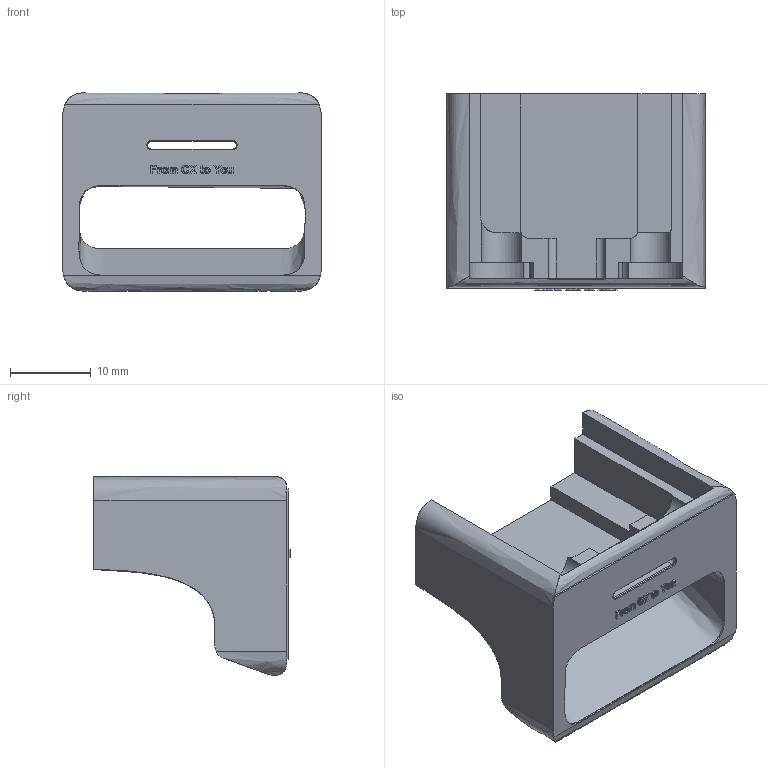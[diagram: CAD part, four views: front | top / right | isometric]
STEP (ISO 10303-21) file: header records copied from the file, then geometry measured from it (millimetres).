
FILE_DESCRIPTION(/* description */ (''),/* implementation_level */ '2;1');
FILE_NAME(/* name */ 'part1 v2.step',/* time_stamp */ '2023-07-02T11:34:28+08:00',/* author */ (''),/* organization */ (''),/* preprocessor_version */ 'ST-DEVELOPER v19.2',/* originating_system */ 'Autodesk Translation Framework v12.6.0.85',/* authorisation */ '');
FILE_SCHEMA (('AUTOMOTIVE_DESIGN { 1 0 10303 214 3 1 1 }'));
Length unit declared in the file: millimetre
Products named in the file (1): part1
Bounding box: 32 x 24.29 x 24.6 mm (x, y, z)
Volume: 73.6 mm3; surface area: 5258.5 mm2
Topology: 1 solids, 82 shells, 297 faces, 1057 edges, 857 vertices
Faces by surface type: bspline 136, plane 135, cylinder 24, cone 2
Entity records: 14777 total; most frequent: CARTESIAN_POINT 6560, ORIENTED_EDGE 1657, DIRECTION 1170, EDGE_CURVE 1057, VERTEX_POINT 857, LINE 632, VECTOR 632, EDGE_LOOP 322
